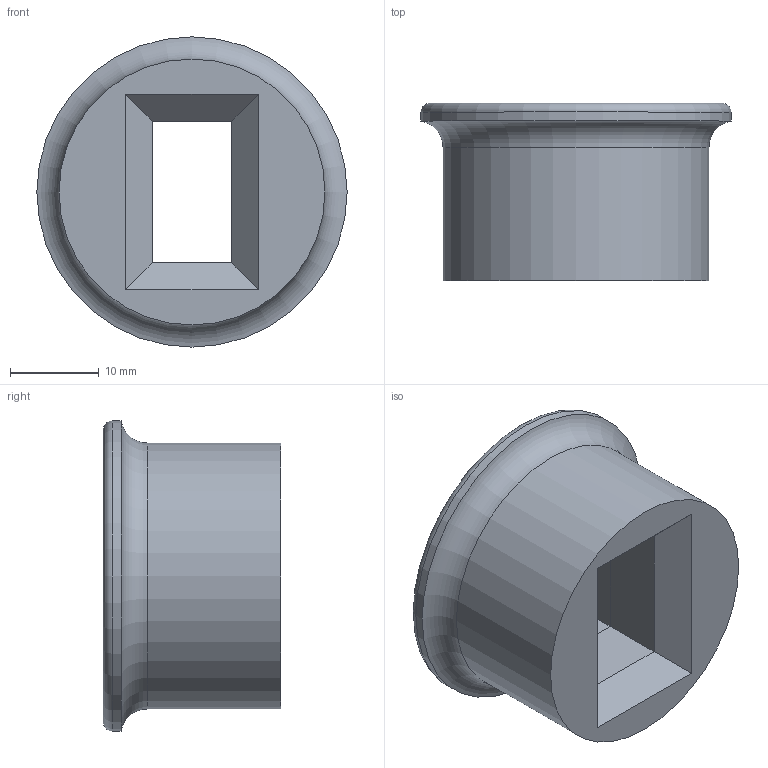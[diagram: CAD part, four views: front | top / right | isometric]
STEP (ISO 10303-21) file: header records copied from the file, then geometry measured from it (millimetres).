
FILE_DESCRIPTION(/* description */ (''),/* implementation_level */ '2;1');
FILE_NAME(/* name */ 'Komponente1.step',/* time_stamp */ '2023-02-14T12:59:41+01:00',/* author */ (''),/* organization */ (''),/* preprocessor_version */ 'ST-DEVELOPER v19.2',/* originating_system */ 'Autodesk Translation Framework v11.17.0.187',/* authorisation */ '');
FILE_SCHEMA (('AUTOMOTIVE_DESIGN { 1 0 10303 214 3 1 1 }'));
Length unit declared in the file: millimetre
Products named in the file (1): Fusion-Komponente
Bounding box: 35 x 20 x 35 mm (x, y, z)
Volume: 9383.1 mm3; surface area: 4549.4 mm2
Topology: 1 solids, 1 shells, 23 faces, 52 edges, 32 vertices
Faces by surface type: plane 15, cylinder 6, torus 2
Full cylindrical faces by diameter (mm): 30 x1, 35 x1
Entity records: 673 total; most frequent: DIRECTION 114, CARTESIAN_POINT 108, ORIENTED_EDGE 104, EDGE_CURVE 52, LINE 38, VECTOR 38, AXIS2_PLACEMENT_3D 38, VERTEX_POINT 32
